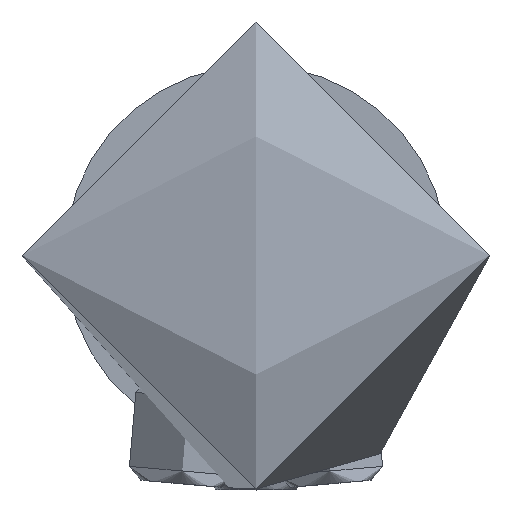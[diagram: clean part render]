
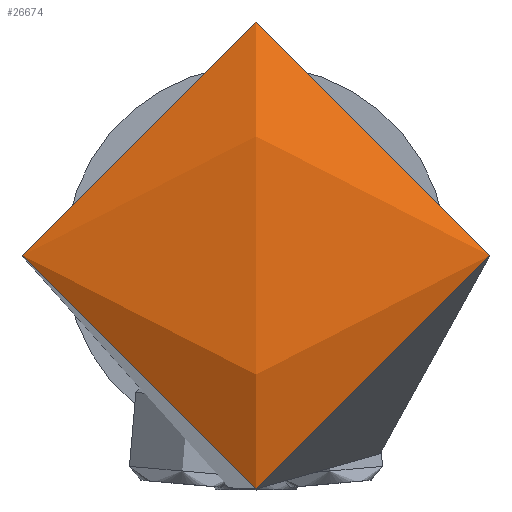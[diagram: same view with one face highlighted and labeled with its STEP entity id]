
A CAD part, top view. The second image highlights one B-rep face of the part: STEP entity #26674.
In plain terms, the highlighted spherical face has radius 28 mm.
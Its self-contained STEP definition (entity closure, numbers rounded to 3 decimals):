
#2062 = AXIS2_PLACEMENT_3D ( 'NONE', #13903, #26858, #18201 ) ;
#3911 = CARTESIAN_POINT ( 'NONE',  ( 11., 0., 23.749 ) ) ;
#7487 = DIRECTION ( 'NONE',  ( 0., 0., 1. ) ) ;
#10169 = ORIENTED_EDGE ( 'NONE', *, *, #20635, .T. ) ;
#13903 = CARTESIAN_POINT ( 'NONE',  ( 0., 0., -2. ) ) ;
#15754 = FACE_OUTER_BOUND ( 'NONE', #22679, .T. ) ;
#18201 = DIRECTION ( 'NONE',  ( 0., 1., 0. ) ) ;
#20235 = CARTESIAN_POINT ( 'NONE',  ( 0., 0., 23.749 ) ) ;
#20635 = EDGE_CURVE ( 'NONE', #23328, #23328, #25761, .T. ) ;
#22354 = DIRECTION ( 'NONE',  ( 1., 0., 0. ) ) ;
#22679 = EDGE_LOOP ( 'NONE', ( #10169 ) ) ;
#23328 = VERTEX_POINT ( 'NONE', #3911 ) ;
#23390 = SPHERICAL_SURFACE ( 'NONE', #2062, 28. ) ;
#25761 = CIRCLE ( 'NONE', #27180, 11. ) ;
#26674 = ADVANCED_FACE ( 'NONE', ( #15754 ), #23390, .T. ) ;
#26858 = DIRECTION ( 'NONE',  ( -1., 0., 0. ) ) ;
#27180 = AXIS2_PLACEMENT_3D ( 'NONE', #20235, #7487, #22354 ) ;
